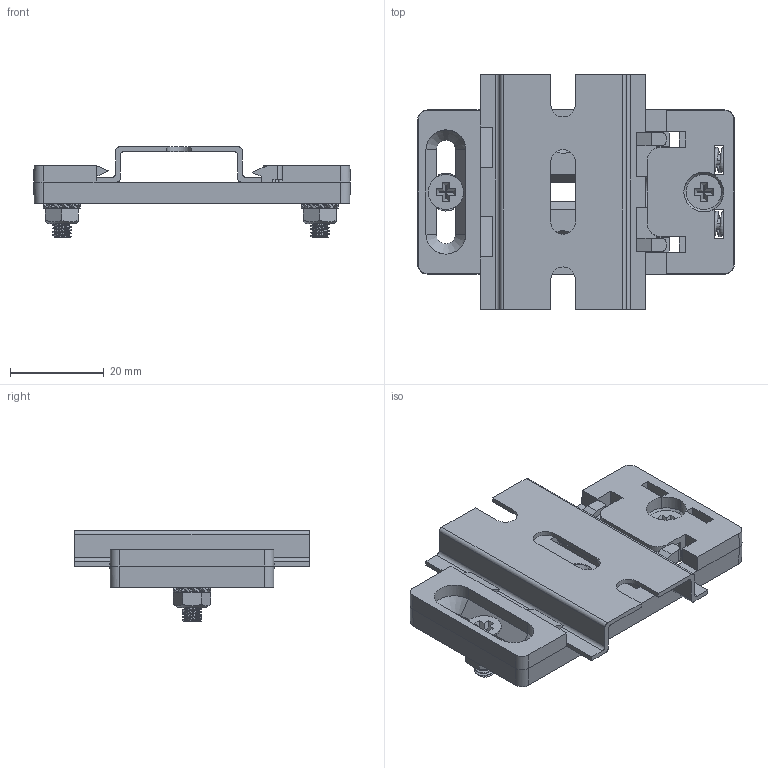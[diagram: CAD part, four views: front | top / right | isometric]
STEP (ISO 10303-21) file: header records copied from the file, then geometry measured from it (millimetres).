
FILE_DESCRIPTION (( 'STEP AP214' ), '1' );
FILE_NAME ('DRB35-2.STEP', '2025-12-13T07:59:36', ( '' ), ( '' ), 'SwSTEP 2.0', 'SolidWorks 2017', '' );
FILE_SCHEMA (( 'AUTOMOTIVE_DESIGN' ));
Length unit declared in the file: millimetre
Products named in the file (23): Screw CSK Head Phillips_M4x10; DRB-Spring; LOCK WASHER M4; PLASTIC RAIL MEDIUM-B-Body-1; Hexagonal Nut M4; M4_Counter_sunk_15; DRB35-Clip; Screw M4x12mm; Din Rail-50; DRB35-2
Assembly tree (13 placements, depth 3):
  Screw CSK Head Phillips_M4x10
  DRB-Spring
  LOCK WASHER M4
  M4_Counter_sunk_15
  LOCK WASHER M4
Bounding box: 67.5 x 50 x 19.26 mm (x, y, z)
Volume: 12461.6 mm3; surface area: 14700.8 mm2
Topology: 14 solids, 14 shells, 632 faces, 1664 edges, 1054 vertices
Faces by surface type: plane 279, cylinder 208, bspline 116, cone 29
Full cylindrical faces by diameter (mm): 6 x2
Entity records: 26998 total; most frequent: CARTESIAN_POINT 16029, ORIENTED_EDGE 2302, DIRECTION 1831, EDGE_CURVE 1151, VECTOR 751, LINE 751, VERTEX_POINT 733, AXIS2_PLACEMENT_3D 540
